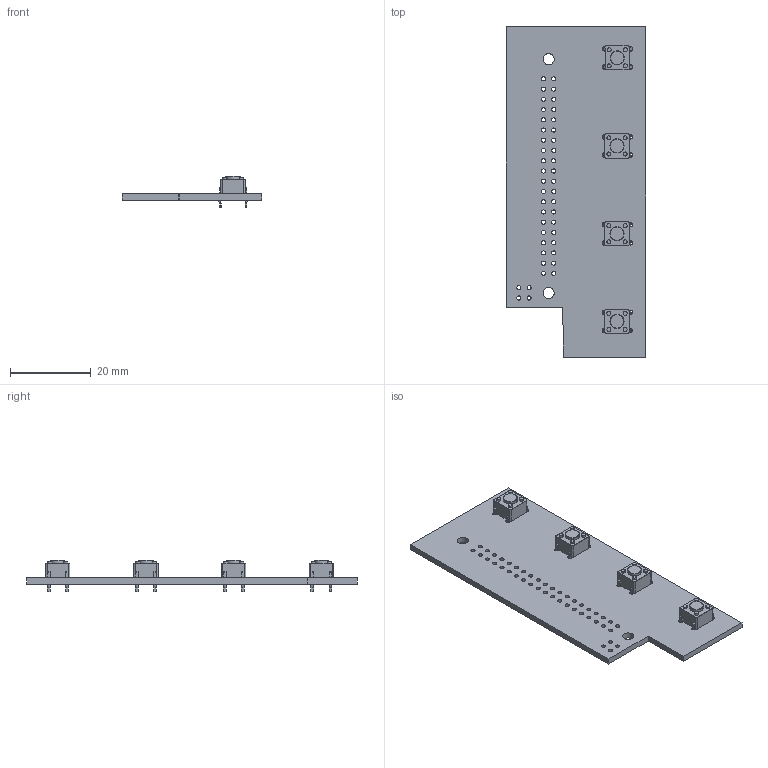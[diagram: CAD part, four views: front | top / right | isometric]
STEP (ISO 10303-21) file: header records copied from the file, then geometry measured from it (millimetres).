
FILE_DESCRIPTION(('KiCad electronic assembly'),'2;1');
FILE_NAME('kin3ct.step','2025-07-29T13:02:26',('Pcbnew'),('Kicad'), 'Open CASCADE STEP processor 7.8','KiCad to STEP converter','Unknown' );
FILE_SCHEMA(('AUTOMOTIVE_DESIGN { 1 0 10303 214 1 1 1 1 }'));
Length unit declared in the file: millimetre
Products named in the file (3): kin3ct 1; SW_PUSH_6mm_H4.3mm; kin3ct_PCB
Assembly tree (5 placements, depth 2):
  kin3ct 1
    SW_PUSH_6mm_H4.3mm  x4
    kin3ct_PCB
Bounding box: 34.49 x 81.97 x 7.8 mm (x, y, z)
Volume: 4478.8 mm3; surface area: 6666.9 mm2
Topology: 5 solids, 5 shells, 490 faces, 1312 edges, 852 vertices
Faces by surface type: plane 260, cylinder 226, torus 4
Full cylindrical faces by diameter (mm): 1 x16, 1.016 x44, 1.1 x16, 2.75 x2, 3.5 x4
Entity records: 6686 total; most frequent: DIRECTION 1047, CARTESIAN_POINT 977, ORIENTED_EDGE 962, EDGE_CURVE 481, AXIS2_PLACEMENT_3D 385, VERTEX_POINT 315, FACE_BOUND 304, EDGE_LOOP 304
